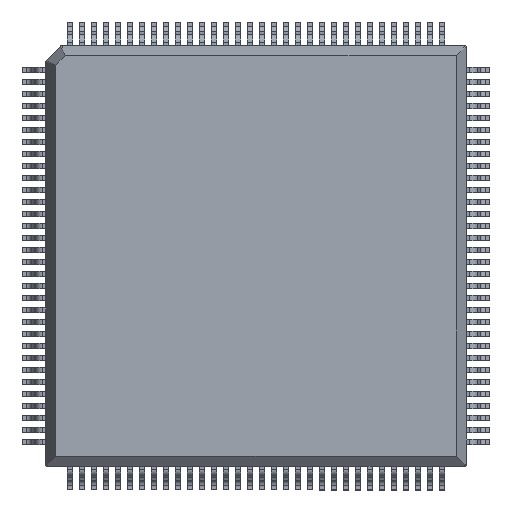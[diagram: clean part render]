
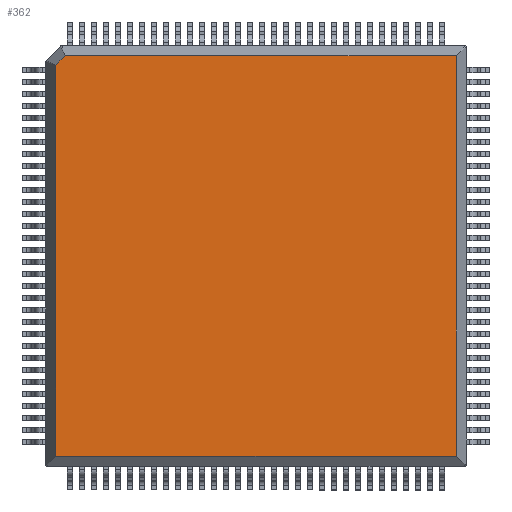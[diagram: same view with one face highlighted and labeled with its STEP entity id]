
A CAD part, top view. The second image highlights one B-rep face of the part: STEP entity #362.
In plain terms, the highlighted planar face has unit normal (0, 0, 1).
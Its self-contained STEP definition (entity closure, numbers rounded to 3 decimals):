
#155 = VERTEX_POINT('',#156);
#156 = CARTESIAN_POINT('',(-12.712,13.351,3.65));
#163 = VERTEX_POINT('',#164);
#164 = CARTESIAN_POINT('',(13.351,13.351,3.65));
#169 = EDGE_CURVE('',#155,#163,#170,.T.);
#170 = LINE('',#171,#172);
#171 = CARTESIAN_POINT('',(-12.947,13.351,3.65));
#172 = VECTOR('',#173,1.);
#173 = DIRECTION('',(1.,0.,0.));
#362 = ADVANCED_FACE('',(#363),#396,.T.);
#363 = FACE_BOUND('',#364,.T.);
#364 = EDGE_LOOP('',(#365,#373,#381,#389,#395));
#365 = ORIENTED_EDGE('',*,*,#366,.F.);
#366 = EDGE_CURVE('',#367,#155,#369,.T.);
#367 = VERTEX_POINT('',#368);
#368 = CARTESIAN_POINT('',(-13.351,12.712,3.65));
#369 = LINE('',#370,#371);
#370 = CARTESIAN_POINT('',(-13.519,12.544,3.65));
#371 = VECTOR('',#372,1.);
#372 = DIRECTION('',(0.707,0.707,0.));
#373 = ORIENTED_EDGE('',*,*,#374,.F.);
#374 = EDGE_CURVE('',#375,#367,#377,.T.);
#375 = VERTEX_POINT('',#376);
#376 = CARTESIAN_POINT('',(-13.351,-13.351,3.65));
#377 = LINE('',#378,#379);
#378 = CARTESIAN_POINT('',(-13.351,-13.95,3.65));
#379 = VECTOR('',#380,1.);
#380 = DIRECTION('',(0.,1.,0.));
#381 = ORIENTED_EDGE('',*,*,#382,.F.);
#382 = EDGE_CURVE('',#383,#375,#385,.T.);
#383 = VERTEX_POINT('',#384);
#384 = CARTESIAN_POINT('',(13.351,-13.351,3.65));
#385 = LINE('',#386,#387);
#386 = CARTESIAN_POINT('',(13.938,-13.351,3.65));
#387 = VECTOR('',#388,1.);
#388 = DIRECTION('',(-1.,0.,0.));
#389 = ORIENTED_EDGE('',*,*,#390,.F.);
#390 = EDGE_CURVE('',#163,#383,#391,.T.);
#391 = LINE('',#392,#393);
#392 = CARTESIAN_POINT('',(13.351,13.95,3.65));
#393 = VECTOR('',#394,1.);
#394 = DIRECTION('',(0.,-1.,0.));
#395 = ORIENTED_EDGE('',*,*,#169,.F.);
#396 = PLANE('',#397);
#397 = AXIS2_PLACEMENT_3D('',#398,#399,#400);
#398 = CARTESIAN_POINT('',(0.074,-0.074,3.65)
  );
#399 = DIRECTION('',(0.,0.,1.));
#400 = DIRECTION('',(1.,0.,0.));
